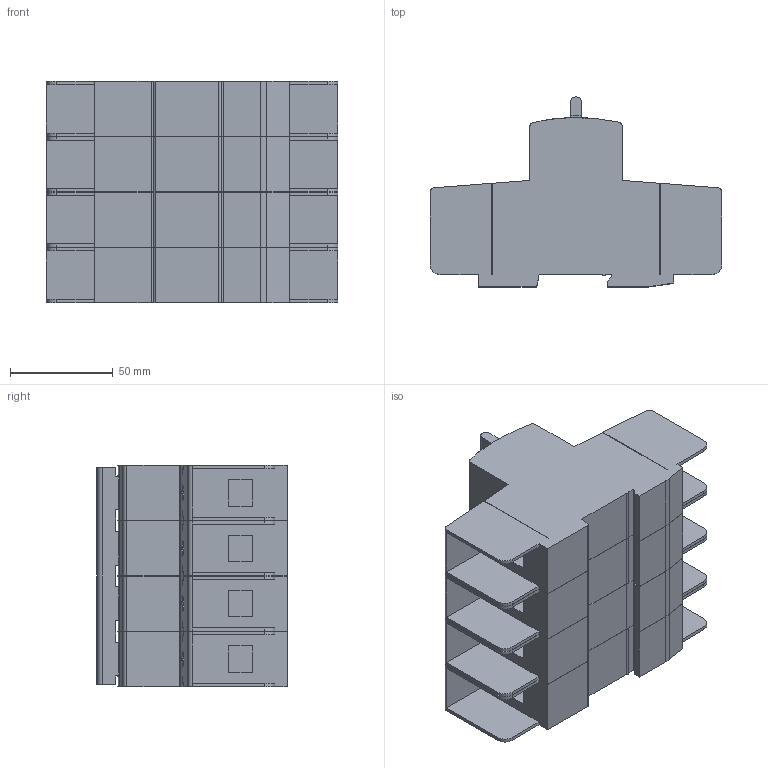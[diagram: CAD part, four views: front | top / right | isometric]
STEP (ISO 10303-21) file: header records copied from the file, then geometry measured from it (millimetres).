
FILE_DESCRIPTION (( 'STEP AP214' ), '1' );
FILE_NAME ('S804 RL.STEP', '2023-03-17T07:27:33', ( '' ), ( '' ), 'SwSTEP 2.0', 'SolidWorks 2021', '' );
FILE_SCHEMA (( 'AUTOMOTIVE_DESIGN' ));
Length unit declared in the file: millimetre
Products named in the file (1): S804 RL
Bounding box: 142 x 92.65 x 108 mm (x, y, z)
Volume: 666115.4 mm3; surface area: 166472.9 mm2
Topology: 1 solids, 1 shells, 414 faces, 1184 edges, 784 vertices
Faces by surface type: plane 304, cylinder 110
Entity records: 13446 total; most frequent: CARTESIAN_POINT 2479, ORIENTED_EDGE 2368, DIRECTION 2178, EDGE_CURVE 1184, LINE 956, VECTOR 956, VERTEX_POINT 784, AXIS2_PLACEMENT_3D 611
